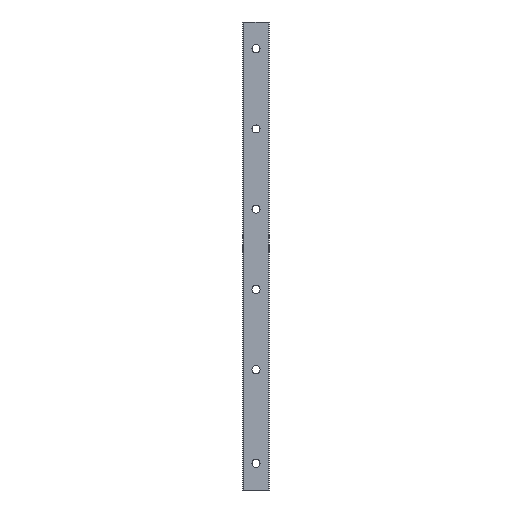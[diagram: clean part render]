
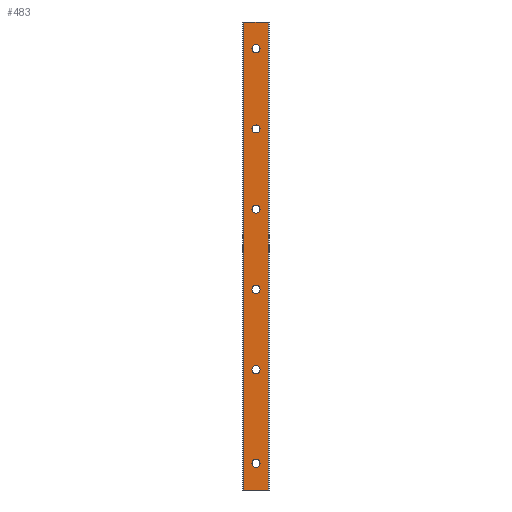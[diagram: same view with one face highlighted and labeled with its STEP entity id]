
A CAD part, front view. The second image highlights one B-rep face of the part: STEP entity #483.
In plain terms, the highlighted planar face has unit normal (0, -1, 0).
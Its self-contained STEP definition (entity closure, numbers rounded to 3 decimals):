
#2 = VERTEX_POINT ( 'NONE', #806 ) ;
#10 = DIRECTION ( 'NONE',  ( 0., 0., 1. ) ) ;
#20 = CARTESIAN_POINT ( 'NONE',  ( 0., -14., -22. ) ) ;
#36 = CARTESIAN_POINT ( 'NONE',  ( 0., -14., -25. ) ) ;
#39 = CARTESIAN_POINT ( 'NONE',  ( 0., -14., 32. ) ) ;
#56 = CARTESIAN_POINT ( 'NONE',  ( 0., -14., -82. ) ) ;
#72 = CIRCLE ( 'NONE', #1417, 3. ) ;
#90 = DIRECTION ( 'NONE',  ( 0., 0., 1. ) ) ;
#92 = ORIENTED_EDGE ( 'NONE', *, *, #1287, .T. ) ;
#96 = VERTEX_POINT ( 'NONE', #39 ) ;
#108 = FACE_BOUND ( 'NONE', #1280, .T. ) ;
#121 = ORIENTED_EDGE ( 'NONE', *, *, #2244, .T. ) ;
#124 = VERTEX_POINT ( 'NONE', #2100 ) ;
#137 = EDGE_CURVE ( 'NONE', #2209, #1751, #1924, .T. ) ;
#149 = AXIS2_PLACEMENT_3D ( 'NONE', #571, #2259, #2296 ) ;
#152 = EDGE_CURVE ( 'NONE', #2188, #169, #1026, .T. ) ;
#158 = EDGE_CURVE ( 'NONE', #124, #497, #817, .T. ) ;
#169 = VERTEX_POINT ( 'NONE', #1562 ) ;
#177 = CARTESIAN_POINT ( 'NONE',  ( -9., -14., -175. ) ) ;
#184 = EDGE_CURVE ( 'NONE', #443, #1233, #367, .T. ) ;
#191 = CARTESIAN_POINT ( 'NONE',  ( 0., -14., 92. ) ) ;
#211 = EDGE_LOOP ( 'NONE', ( #1585, #684 ) ) ;
#250 = CARTESIAN_POINT ( 'NONE',  ( 0., -14., 35. ) ) ;
#291 = FACE_BOUND ( 'NONE', #523, .T. ) ;
#351 = ORIENTED_EDGE ( 'NONE', *, *, #493, .T. ) ;
#357 = AXIS2_PLACEMENT_3D ( 'NONE', #250, #1209, #1192 ) ;
#364 = DIRECTION ( 'NONE',  ( 1., 0., 0. ) ) ;
#367 = CIRCLE ( 'NONE', #1767, 3. ) ;
#368 = AXIS2_PLACEMENT_3D ( 'NONE', #847, #838, #1401 ) ;
#371 = EDGE_LOOP ( 'NONE', ( #121, #1183 ) ) ;
#373 = CARTESIAN_POINT ( 'NONE',  ( 0., -14., -85. ) ) ;
#412 = VERTEX_POINT ( 'NONE', #1142 ) ;
#427 = CARTESIAN_POINT ( 'NONE',  ( -9., -14., 175. ) ) ;
#437 = DIRECTION ( 'NONE',  ( 0., 0., 1. ) ) ;
#438 = CARTESIAN_POINT ( 'NONE',  ( 9., -14., 175. ) ) ;
#441 = CARTESIAN_POINT ( 'NONE',  ( 0., -14., 95. ) ) ;
#443 = VERTEX_POINT ( 'NONE', #191 ) ;
#458 = CIRCLE ( 'NONE', #357, 3. ) ;
#460 = CARTESIAN_POINT ( 'NONE',  ( -9., -14., -175. ) ) ;
#469 = DIRECTION ( 'NONE',  ( 0., 1., 0. ) ) ;
#483 = ADVANCED_FACE ( 'NONE', ( #1404, #2274, #1988, #1365, #1604, #108, #291 ), #1193, .F. ) ;
#493 = EDGE_CURVE ( 'NONE', #169, #2188, #993, .T. ) ;
#497 = VERTEX_POINT ( 'NONE', #1176 ) ;
#523 = EDGE_LOOP ( 'NONE', ( #2038, #92 ) ) ;
#565 = VECTOR ( 'NONE', #364, 1000. ) ;
#571 = CARTESIAN_POINT ( 'NONE',  ( 0., -14., -85. ) ) ;
#574 = DIRECTION ( 'NONE',  ( 0., 1., 0. ) ) ;
#577 = AXIS2_PLACEMENT_3D ( 'NONE', #1555, #1567, #1025 ) ;
#584 = ORIENTED_EDGE ( 'NONE', *, *, #2334, .T. ) ;
#600 = DIRECTION ( 'NONE',  ( 0., 1., 0. ) ) ;
#627 = DIRECTION ( 'NONE',  ( 0., 0., 1. ) ) ;
#684 = ORIENTED_EDGE ( 'NONE', *, *, #1311, .T. ) ;
#735 = VERTEX_POINT ( 'NONE', #910 ) ;
#771 = CIRCLE ( 'NONE', #856, 3. ) ;
#788 = VECTOR ( 'NONE', #1021, 1000. ) ;
#806 = CARTESIAN_POINT ( 'NONE',  ( -9., -14., 175. ) ) ;
#817 = CIRCLE ( 'NONE', #368, 3. ) ;
#825 = DIRECTION ( 'NONE',  ( 0., 0., 1. ) ) ;
#838 = DIRECTION ( 'NONE',  ( 0., 1., 0. ) ) ;
#847 = CARTESIAN_POINT ( 'NONE',  ( 0., -14., 155. ) ) ;
#854 = EDGE_LOOP ( 'NONE', ( #584, #1484 ) ) ;
#856 = AXIS2_PLACEMENT_3D ( 'NONE', #1360, #2148, #627 ) ;
#910 = CARTESIAN_POINT ( 'NONE',  ( 0., -14., -158. ) ) ;
#913 = ORIENTED_EDGE ( 'NONE', *, *, #1296, .T. ) ;
#939 = EDGE_CURVE ( 'NONE', #2258, #735, #1320, .T. ) ;
#965 = VERTEX_POINT ( 'NONE', #56 ) ;
#991 = DIRECTION ( 'NONE',  ( 0., 0., -1. ) ) ;
#993 = CIRCLE ( 'NONE', #2271, 3. ) ;
#1002 = DIRECTION ( 'NONE',  ( 0., 1., 0. ) ) ;
#1021 = DIRECTION ( 'NONE',  ( 0., 0., -1. ) ) ;
#1025 = DIRECTION ( 'NONE',  ( 0., 0., 1. ) ) ;
#1026 = CIRCLE ( 'NONE', #1519, 3. ) ;
#1064 = ORIENTED_EDGE ( 'NONE', *, *, #1633, .T. ) ;
#1078 = LINE ( 'NONE', #177, #2094 ) ;
#1125 = VERTEX_POINT ( 'NONE', #1840 ) ;
#1142 = CARTESIAN_POINT ( 'NONE',  ( 0., -14., 38. ) ) ;
#1172 = CARTESIAN_POINT ( 'NONE',  ( 0., -14., -155. ) ) ;
#1176 = CARTESIAN_POINT ( 'NONE',  ( 0., -14., 158. ) ) ;
#1183 = ORIENTED_EDGE ( 'NONE', *, *, #158, .T. ) ;
#1192 = DIRECTION ( 'NONE',  ( 0., 0., 1. ) ) ;
#1193 = PLANE ( 'NONE',  #1845 ) ;
#1205 = CARTESIAN_POINT ( 'NONE',  ( 0., -14., -25. ) ) ;
#1209 = DIRECTION ( 'NONE',  ( 0., 1., 0. ) ) ;
#1233 = VERTEX_POINT ( 'NONE', #1509 ) ;
#1260 = EDGE_CURVE ( 'NONE', #96, #412, #2418, .T. ) ;
#1280 = EDGE_LOOP ( 'NONE', ( #1342, #351 ) ) ;
#1287 = EDGE_CURVE ( 'NONE', #1125, #965, #72, .T. ) ;
#1296 = EDGE_CURVE ( 'NONE', #2, #2234, #2335, .T. ) ;
#1311 = EDGE_CURVE ( 'NONE', #735, #2258, #1913, .T. ) ;
#1320 = CIRCLE ( 'NONE', #2217, 3. ) ;
#1336 = CARTESIAN_POINT ( 'NONE',  ( 0., -14., 35. ) ) ;
#1337 = DIRECTION ( 'NONE',  ( 0., 1., 0. ) ) ;
#1342 = ORIENTED_EDGE ( 'NONE', *, *, #152, .T. ) ;
#1360 = CARTESIAN_POINT ( 'NONE',  ( 0., -14., 155. ) ) ;
#1365 = FACE_OUTER_BOUND ( 'NONE', #2350, .T. ) ;
#1399 = CARTESIAN_POINT ( 'NONE',  ( 0., -14., 95. ) ) ;
#1401 = DIRECTION ( 'NONE',  ( 0., 0., 1. ) ) ;
#1403 = EDGE_CURVE ( 'NONE', #412, #96, #458, .T. ) ;
#1404 = FACE_BOUND ( 'NONE', #854, .T. ) ;
#1417 = AXIS2_PLACEMENT_3D ( 'NONE', #373, #1671, #825 ) ;
#1484 = ORIENTED_EDGE ( 'NONE', *, *, #184, .T. ) ;
#1488 = CARTESIAN_POINT ( 'NONE',  ( -9., -14., 175. ) ) ;
#1509 = CARTESIAN_POINT ( 'NONE',  ( 0., -14., 98. ) ) ;
#1515 = CARTESIAN_POINT ( 'NONE',  ( 9., -14., -175. ) ) ;
#1519 = AXIS2_PLACEMENT_3D ( 'NONE', #1205, #469, #90 ) ;
#1555 = CARTESIAN_POINT ( 'NONE',  ( 0., -14., -155. ) ) ;
#1562 = CARTESIAN_POINT ( 'NONE',  ( 0., -14., -28. ) ) ;
#1567 = DIRECTION ( 'NONE',  ( 0., 1., 0. ) ) ;
#1585 = ORIENTED_EDGE ( 'NONE', *, *, #939, .T. ) ;
#1604 = FACE_BOUND ( 'NONE', #1665, .T. ) ;
#1633 = EDGE_CURVE ( 'NONE', #2234, #1751, #1078, .T. ) ;
#1665 = EDGE_LOOP ( 'NONE', ( #1867, #2004 ) ) ;
#1667 = EDGE_CURVE ( 'NONE', #2, #2209, #1765, .T. ) ;
#1671 = DIRECTION ( 'NONE',  ( 0., 1., 0. ) ) ;
#1689 = ORIENTED_EDGE ( 'NONE', *, *, #137, .F. ) ;
#1701 = EDGE_CURVE ( 'NONE', #965, #1125, #2013, .T. ) ;
#1702 = CARTESIAN_POINT ( 'NONE',  ( -9., -14., 175. ) ) ;
#1712 = DIRECTION ( 'NONE',  ( 0., 0., 1. ) ) ;
#1745 = DIRECTION ( 'NONE',  ( 0., 1., 0. ) ) ;
#1751 = VERTEX_POINT ( 'NONE', #1515 ) ;
#1759 = CARTESIAN_POINT ( 'NONE',  ( 0., -14., -152. ) ) ;
#1765 = LINE ( 'NONE', #1488, #565 ) ;
#1767 = AXIS2_PLACEMENT_3D ( 'NONE', #441, #1002, #1949 ) ;
#1779 = CARTESIAN_POINT ( 'NONE',  ( 9., -14., 175. ) ) ;
#1816 = DIRECTION ( 'NONE',  ( 1., 0., 0. ) ) ;
#1840 = CARTESIAN_POINT ( 'NONE',  ( 0., -14., -88. ) ) ;
#1845 = AXIS2_PLACEMENT_3D ( 'NONE', #427, #600, #2299 ) ;
#1867 = ORIENTED_EDGE ( 'NONE', *, *, #1403, .T. ) ;
#1913 = CIRCLE ( 'NONE', #577, 3. ) ;
#1924 = LINE ( 'NONE', #1779, #788 ) ;
#1946 = DIRECTION ( 'NONE',  ( 0., 0., 1. ) ) ;
#1949 = DIRECTION ( 'NONE',  ( 0., 0., 1. ) ) ;
#1988 = FACE_BOUND ( 'NONE', #371, .T. ) ;
#2004 = ORIENTED_EDGE ( 'NONE', *, *, #1260, .T. ) ;
#2013 = CIRCLE ( 'NONE', #149, 3. ) ;
#2014 = VECTOR ( 'NONE', #991, 1000. ) ;
#2038 = ORIENTED_EDGE ( 'NONE', *, *, #1701, .T. ) ;
#2055 = ORIENTED_EDGE ( 'NONE', *, *, #1667, .F. ) ;
#2094 = VECTOR ( 'NONE', #1816, 1000. ) ;
#2100 = CARTESIAN_POINT ( 'NONE',  ( 0., -14., 152. ) ) ;
#2133 = DIRECTION ( 'NONE',  ( 0., 1., 0. ) ) ;
#2148 = DIRECTION ( 'NONE',  ( 0., 1., 0. ) ) ;
#2183 = CIRCLE ( 'NONE', #2232, 3. ) ;
#2188 = VERTEX_POINT ( 'NONE', #20 ) ;
#2209 = VERTEX_POINT ( 'NONE', #438 ) ;
#2217 = AXIS2_PLACEMENT_3D ( 'NONE', #1172, #2133, #1712 ) ;
#2232 = AXIS2_PLACEMENT_3D ( 'NONE', #1399, #1745, #1946 ) ;
#2234 = VERTEX_POINT ( 'NONE', #460 ) ;
#2244 = EDGE_CURVE ( 'NONE', #497, #124, #771, .T. ) ;
#2258 = VERTEX_POINT ( 'NONE', #1759 ) ;
#2259 = DIRECTION ( 'NONE',  ( 0., 1., 0. ) ) ;
#2271 = AXIS2_PLACEMENT_3D ( 'NONE', #36, #1337, #437 ) ;
#2274 = FACE_BOUND ( 'NONE', #211, .T. ) ;
#2296 = DIRECTION ( 'NONE',  ( 0., 0., 1. ) ) ;
#2299 = DIRECTION ( 'NONE',  ( 0., 0., 1. ) ) ;
#2334 = EDGE_CURVE ( 'NONE', #1233, #443, #2183, .T. ) ;
#2335 = LINE ( 'NONE', #1702, #2014 ) ;
#2350 = EDGE_LOOP ( 'NONE', ( #1064, #1689, #2055, #913 ) ) ;
#2418 = CIRCLE ( 'NONE', #2419, 3. ) ;
#2419 = AXIS2_PLACEMENT_3D ( 'NONE', #1336, #574, #10 ) ;
